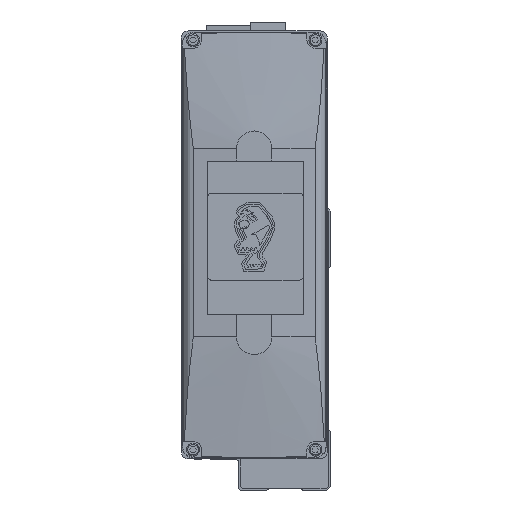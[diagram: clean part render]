
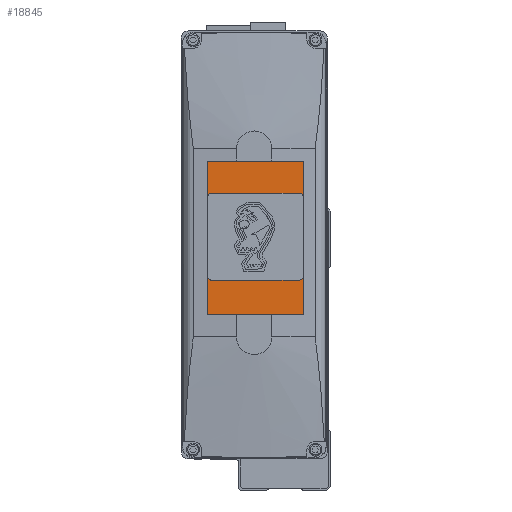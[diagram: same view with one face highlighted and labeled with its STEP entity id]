
A CAD part, left-side view. The second image highlights one B-rep face of the part: STEP entity #18845.
In plain terms, the highlighted planar face has unit normal (-1, 0, 0).
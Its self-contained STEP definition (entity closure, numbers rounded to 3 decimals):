
#114 = VERTEX_POINT ( 'NONE', #8990 ) ;
#1422 = ORIENTED_EDGE ( 'NONE', *, *, #10817, .T. ) ;
#2838 = VECTOR ( 'NONE', #24069, 1000. ) ;
#2839 = CARTESIAN_POINT ( 'NONE',  ( -43., -21.024, 79.734 ) ) ;
#3949 = VECTOR ( 'NONE', #18662, 1000. ) ;
#6085 = EDGE_CURVE ( 'NONE', #18073, #15412, #25095, .T. ) ;
#6766 = CARTESIAN_POINT ( 'NONE',  ( -43., 19.976, 14.734 ) ) ;
#7101 = CARTESIAN_POINT ( 'NONE',  ( -43., -21.024, 14.734 ) ) ;
#7289 = DIRECTION ( 'NONE',  ( 1., 0., 0. ) ) ;
#8010 = ORIENTED_EDGE ( 'NONE', *, *, #13430, .T. ) ;
#8347 = LINE ( 'NONE', #29209, #3949 ) ;
#8990 = CARTESIAN_POINT ( 'NONE',  ( -43., -21.024, 79.734 ) ) ;
#9648 = DIRECTION ( 'NONE',  ( 0., -1., 0. ) ) ;
#9813 = FACE_OUTER_BOUND ( 'NONE', #27939, .T. ) ;
#10817 = EDGE_CURVE ( 'NONE', #33317, #18073, #16443, .T. ) ;
#12456 = EDGE_CURVE ( 'NONE', #114, #33317, #15065, .T. ) ;
#12532 = VECTOR ( 'NONE', #13181, 1000. ) ;
#13181 = DIRECTION ( 'NONE',  ( 0., 1., 0. ) ) ;
#13430 = EDGE_CURVE ( 'NONE', #15412, #114, #8347, .T. ) ;
#15065 = LINE ( 'NONE', #2839, #12532 ) ;
#15412 = VERTEX_POINT ( 'NONE', #32524 ) ;
#16443 = LINE ( 'NONE', #6766, #2838 ) ;
#17625 = DIRECTION ( 'NONE',  ( 0., 0., -1. ) ) ;
#18073 = VERTEX_POINT ( 'NONE', #30624 ) ;
#18662 = DIRECTION ( 'NONE',  ( 0., 0., 1. ) ) ;
#18845 = ADVANCED_FACE ( 'NONE', ( #9813 ), #20148, .F. ) ;
#20148 = PLANE ( 'NONE',  #21787 ) ;
#20863 = ORIENTED_EDGE ( 'NONE', *, *, #6085, .T. ) ;
#21368 = ORIENTED_EDGE ( 'NONE', *, *, #12456, .T. ) ;
#21787 = AXIS2_PLACEMENT_3D ( 'NONE', #30547, #7289, #17625 ) ;
#24069 = DIRECTION ( 'NONE',  ( 0., 0., -1. ) ) ;
#25095 = LINE ( 'NONE', #7101, #27725 ) ;
#27725 = VECTOR ( 'NONE', #9648, 1000. ) ;
#27939 = EDGE_LOOP ( 'NONE', ( #21368, #1422, #20863, #8010 ) ) ;
#28164 = CARTESIAN_POINT ( 'NONE',  ( -43., 19.976, 79.734 ) ) ;
#29209 = CARTESIAN_POINT ( 'NONE',  ( -43., -21.024, 14.734 ) ) ;
#30547 = CARTESIAN_POINT ( 'NONE',  ( -43., 0., 0. ) ) ;
#30624 = CARTESIAN_POINT ( 'NONE',  ( -43., 19.976, 14.734 ) ) ;
#32524 = CARTESIAN_POINT ( 'NONE',  ( -43., -21.024, 14.734 ) ) ;
#33317 = VERTEX_POINT ( 'NONE', #28164 ) ;
